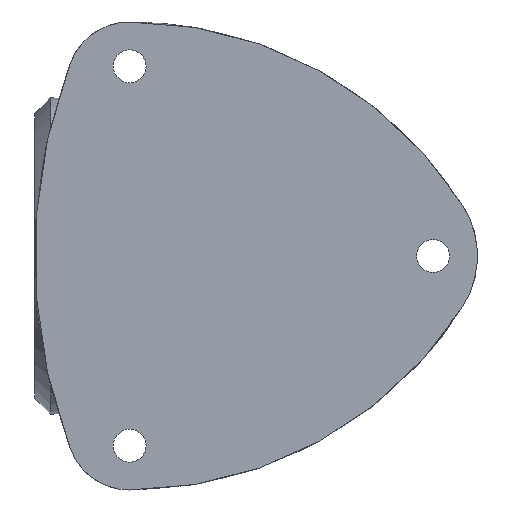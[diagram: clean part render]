
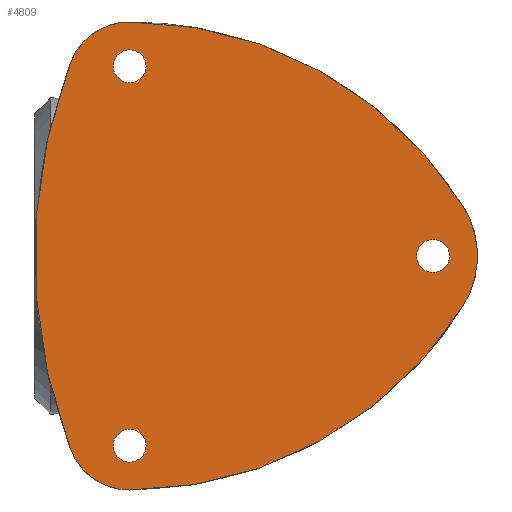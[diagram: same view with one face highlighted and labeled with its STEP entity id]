
A CAD part, front view. The second image highlights one B-rep face of the part: STEP entity #4809.
In plain terms, the highlighted planar face has unit normal (0, -1, 0).
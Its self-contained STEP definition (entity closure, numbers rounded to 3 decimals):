
#107 = VERTEX_POINT ( 'NONE', #1431 ) ;
#125 = EDGE_CURVE ( 'NONE', #3773, #2940, #5550, .T. ) ;
#145 = CARTESIAN_POINT ( 'NONE',  ( 85.4, 0., 0. ) ) ;
#159 = VERTEX_POINT ( 'NONE', #592 ) ;
#196 = PLANE ( 'NONE',  #2490 ) ;
#274 = DIRECTION ( 'NONE',  ( 0., 1., 0. ) ) ;
#285 = EDGE_CURVE ( 'NONE', #2152, #4316, #3144, .T. ) ;
#315 = ORIENTED_EDGE ( 'NONE', *, *, #4535, .F. ) ;
#326 = DIRECTION ( 'NONE',  ( 0., 0., -1. ) ) ;
#346 = ORIENTED_EDGE ( 'NONE', *, *, #3787, .F. ) ;
#378 = DIRECTION ( 'NONE',  ( 0., 1., 0. ) ) ;
#429 = CARTESIAN_POINT ( 'NONE',  ( 15., 0., -30. ) ) ;
#452 = ORIENTED_EDGE ( 'NONE', *, *, #285, .F. ) ;
#471 = DIRECTION ( 'NONE',  ( 0., 0., 1. ) ) ;
#504 = DIRECTION ( 'NONE',  ( 0., 0., -1. ) ) ;
#507 = CIRCLE ( 'NONE', #547, 10. ) ;
#544 = DIRECTION ( 'NONE',  ( 0., 1., 0. ) ) ;
#547 = AXIS2_PLACEMENT_3D ( 'NONE', #1738, #274, #5135 ) ;
#592 = CARTESIAN_POINT ( 'NONE',  ( 15., 0., -32.6 ) ) ;
#629 = VERTEX_POINT ( 'NONE', #5055 ) ;
#759 = AXIS2_PLACEMENT_3D ( 'NONE', #429, #3395, #5301 ) ;
#823 = FACE_BOUND ( 'NONE', #5345, .T. ) ;
#824 = AXIS2_PLACEMENT_3D ( 'NONE', #1416, #3402, #961 ) ;
#908 = CIRCLE ( 'NONE', #6308, 85.4 ) ;
#961 = DIRECTION ( 'NONE',  ( 0., 0., -1. ) ) ;
#1055 = CARTESIAN_POINT ( 'NONE',  ( 15., 0., 0.818 ) ) ;
#1138 = DIRECTION ( 'NONE',  ( 0., 1., 0. ) ) ;
#1373 = FACE_BOUND ( 'NONE', #3146, .T. ) ;
#1384 = CIRCLE ( 'NONE', #2910, 62.364 ) ;
#1416 = CARTESIAN_POINT ( 'NONE',  ( 63., 0., 0. ) ) ;
#1431 = CARTESIAN_POINT ( 'NONE',  ( 67.668, 0., -8.033 ) ) ;
#1472 = AXIS2_PLACEMENT_3D ( 'NONE', #3484, #544, #3979 ) ;
#1537 = CARTESIAN_POINT ( 'NONE',  ( 15., 0., -30. ) ) ;
#1545 = CARTESIAN_POINT ( 'NONE',  ( 5.663, 0., -30.581 ) ) ;
#1552 = ORIENTED_EDGE ( 'NONE', *, *, #3085, .F. ) ;
#1581 = FACE_BOUND ( 'NONE', #5507, .T. ) ;
#1618 = ORIENTED_EDGE ( 'NONE', *, *, #5286, .F. ) ;
#1626 = DIRECTION ( 'NONE',  ( 0., 0., 1. ) ) ;
#1627 = VERTEX_POINT ( 'NONE', #3414 ) ;
#1705 = CARTESIAN_POINT ( 'NONE',  ( 15., 0., -37. ) ) ;
#1738 = CARTESIAN_POINT ( 'NONE',  ( 15., 0., 27. ) ) ;
#1748 = CARTESIAN_POINT ( 'NONE',  ( 15., 0., 30. ) ) ;
#1754 = EDGE_CURVE ( 'NONE', #159, #4600, #3586, .T. ) ;
#1820 = CARTESIAN_POINT ( 'NONE',  ( 15., 0., -25.364 ) ) ;
#1833 = AXIS2_PLACEMENT_3D ( 'NONE', #1820, #378, #2826 ) ;
#1884 = ORIENTED_EDGE ( 'NONE', *, *, #4983, .F. ) ;
#1940 = DIRECTION ( 'NONE',  ( 0., -1., 0. ) ) ;
#1949 = EDGE_LOOP ( 'NONE', ( #4396, #2920, #3030, #1552, #3193, #315 ) ) ;
#2044 = CIRCLE ( 'NONE', #1472, 15. ) ;
#2152 = VERTEX_POINT ( 'NONE', #4516 ) ;
#2159 = EDGE_CURVE ( 'NONE', #3179, #107, #2044, .T. ) ;
#2319 = CARTESIAN_POINT ( 'NONE',  ( 15., 0., -27.4 ) ) ;
#2380 = CARTESIAN_POINT ( 'NONE',  ( 63., 0., -2.6 ) ) ;
#2425 = CIRCLE ( 'NONE', #3687, 2.6 ) ;
#2490 = AXIS2_PLACEMENT_3D ( 'NONE', #1055, #5354, #4372 ) ;
#2510 = DIRECTION ( 'NONE',  ( 0., -1., 0. ) ) ;
#2826 = DIRECTION ( 'NONE',  ( 0., 0., 1. ) ) ;
#2910 = AXIS2_PLACEMENT_3D ( 'NONE', #5320, #3881, #471 ) ;
#2920 = ORIENTED_EDGE ( 'NONE', *, *, #3517, .F. ) ;
#2940 = VERTEX_POINT ( 'NONE', #1545 ) ;
#3015 = DIRECTION ( 'NONE',  ( 0., 0., -1. ) ) ;
#3030 = ORIENTED_EDGE ( 'NONE', *, *, #125, .F. ) ;
#3070 = ORIENTED_EDGE ( 'NONE', *, *, #3929, .F. ) ;
#3085 = EDGE_CURVE ( 'NONE', #107, #3773, #1384, .T. ) ;
#3144 = CIRCLE ( 'NONE', #4397, 2.6 ) ;
#3146 = EDGE_LOOP ( 'NONE', ( #1618, #1884 ) ) ;
#3179 = VERTEX_POINT ( 'NONE', #6325 ) ;
#3193 = ORIENTED_EDGE ( 'NONE', *, *, #2159, .F. ) ;
#3203 = FACE_OUTER_BOUND ( 'NONE', #1949, .T. ) ;
#3213 = CARTESIAN_POINT ( 'NONE',  ( 15., 0., 30. ) ) ;
#3330 = CARTESIAN_POINT ( 'NONE',  ( 5.663, 0., 30.581 ) ) ;
#3395 = DIRECTION ( 'NONE',  ( 0., -1., 0. ) ) ;
#3402 = DIRECTION ( 'NONE',  ( 0., -1., 0. ) ) ;
#3414 = CARTESIAN_POINT ( 'NONE',  ( 15., 0., 37. ) ) ;
#3484 = CARTESIAN_POINT ( 'NONE',  ( 55., 0., 0. ) ) ;
#3517 = EDGE_CURVE ( 'NONE', #2940, #5420, #908, .T. ) ;
#3586 = CIRCLE ( 'NONE', #759, 2.6 ) ;
#3687 = AXIS2_PLACEMENT_3D ( 'NONE', #4522, #2510, #3015 ) ;
#3721 = DIRECTION ( 'NONE',  ( 0., 0., -1. ) ) ;
#3744 = DIRECTION ( 'NONE',  ( 0., -1., 0. ) ) ;
#3773 = VERTEX_POINT ( 'NONE', #1705 ) ;
#3776 = DIRECTION ( 'NONE',  ( 0., -1., 0. ) ) ;
#3787 = EDGE_CURVE ( 'NONE', #4600, #159, #6153, .T. ) ;
#3881 = DIRECTION ( 'NONE',  ( 0., 1., 0. ) ) ;
#3929 = EDGE_CURVE ( 'NONE', #4316, #2152, #5832, .T. ) ;
#3941 = ORIENTED_EDGE ( 'NONE', *, *, #1754, .F. ) ;
#3979 = DIRECTION ( 'NONE',  ( 0., 0., 1. ) ) ;
#4000 = CARTESIAN_POINT ( 'NONE',  ( 15., 0., -27. ) ) ;
#4061 = EDGE_CURVE ( 'NONE', #5420, #1627, #507, .T. ) ;
#4129 = CARTESIAN_POINT ( 'NONE',  ( 15., 0., 32.6 ) ) ;
#4193 = CIRCLE ( 'NONE', #1833, 62.364 ) ;
#4316 = VERTEX_POINT ( 'NONE', #4129 ) ;
#4368 = AXIS2_PLACEMENT_3D ( 'NONE', #1537, #1940, #504 ) ;
#4372 = DIRECTION ( 'NONE',  ( 0., 0., 1. ) ) ;
#4396 = ORIENTED_EDGE ( 'NONE', *, *, #4061, .F. ) ;
#4397 = AXIS2_PLACEMENT_3D ( 'NONE', #1748, #3776, #326 ) ;
#4473 = AXIS2_PLACEMENT_3D ( 'NONE', #4000, #5977, #5477 ) ;
#4516 = CARTESIAN_POINT ( 'NONE',  ( 15., 0., 27.4 ) ) ;
#4522 = CARTESIAN_POINT ( 'NONE',  ( 63., 0., 0. ) ) ;
#4535 = EDGE_CURVE ( 'NONE', #1627, #3179, #4193, .T. ) ;
#4600 = VERTEX_POINT ( 'NONE', #2319 ) ;
#4601 = AXIS2_PLACEMENT_3D ( 'NONE', #3213, #3744, #3721 ) ;
#4809 = ADVANCED_FACE ( 'NONE', ( #1581, #823, #1373, #3203 ), #196, .F. ) ;
#4983 = EDGE_CURVE ( 'NONE', #629, #5440, #2425, .T. ) ;
#5055 = CARTESIAN_POINT ( 'NONE',  ( 63., 0., 2.6 ) ) ;
#5135 = DIRECTION ( 'NONE',  ( 0., 0., 1. ) ) ;
#5169 = CIRCLE ( 'NONE', #824, 2.6 ) ;
#5286 = EDGE_CURVE ( 'NONE', #5440, #629, #5169, .T. ) ;
#5301 = DIRECTION ( 'NONE',  ( 0., 0., -1. ) ) ;
#5320 = CARTESIAN_POINT ( 'NONE',  ( 15., 0., 25.364 ) ) ;
#5345 = EDGE_LOOP ( 'NONE', ( #452, #3070 ) ) ;
#5354 = DIRECTION ( 'NONE',  ( 0., 1., 0. ) ) ;
#5420 = VERTEX_POINT ( 'NONE', #3330 ) ;
#5440 = VERTEX_POINT ( 'NONE', #2380 ) ;
#5477 = DIRECTION ( 'NONE',  ( 0., 0., 1. ) ) ;
#5507 = EDGE_LOOP ( 'NONE', ( #3941, #346 ) ) ;
#5550 = CIRCLE ( 'NONE', #4473, 10. ) ;
#5832 = CIRCLE ( 'NONE', #4601, 2.6 ) ;
#5977 = DIRECTION ( 'NONE',  ( 0., 1., 0. ) ) ;
#6153 = CIRCLE ( 'NONE', #4368, 2.6 ) ;
#6308 = AXIS2_PLACEMENT_3D ( 'NONE', #145, #1138, #1626 ) ;
#6325 = CARTESIAN_POINT ( 'NONE',  ( 67.668, 0., 8.033 ) ) ;
